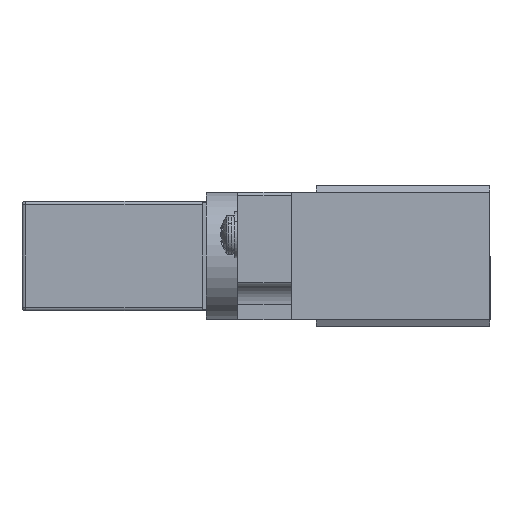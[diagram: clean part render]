
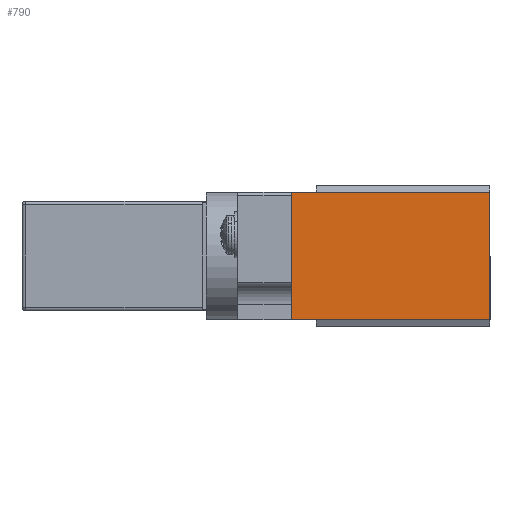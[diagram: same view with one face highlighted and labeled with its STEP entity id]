
A CAD part, left-side view. The second image highlights one B-rep face of the part: STEP entity #790.
In plain terms, the highlighted planar face has unit normal (-1, 0, 0).
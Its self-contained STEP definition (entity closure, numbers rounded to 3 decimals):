
#707 = EDGE_CURVE ( 'NONE', #721, #759, #6245, .T. ) ;
#710 = EDGE_CURVE ( 'NONE', #759, #850, #6396, .T. ) ;
#713 = ORIENTED_EDGE ( 'NONE', *, *, #788, .F. ) ;
#720 = ORIENTED_EDGE ( 'NONE', *, *, #710, .T. ) ;
#721 = VERTEX_POINT ( 'NONE', #6242 ) ;
#759 = VERTEX_POINT ( 'NONE', #6233 ) ;
#760 = EDGE_LOOP ( 'NONE', ( #720, #824, #713, #827 ) ) ;
#788 = EDGE_CURVE ( 'NONE', #721, #858, #7682, .T. ) ;
#790 = ADVANCED_FACE ( 'NONE', ( #7694 ), #7678, .F. ) ;
#824 = ORIENTED_EDGE ( 'NONE', *, *, #853, .F. ) ;
#827 = ORIENTED_EDGE ( 'NONE', *, *, #707, .T. ) ;
#850 = VERTEX_POINT ( 'NONE', #7768 ) ;
#853 = EDGE_CURVE ( 'NONE', #858, #850, #7772, .T. ) ;
#858 = VERTEX_POINT ( 'NONE', #7758 ) ;
#6233 = CARTESIAN_POINT ( 'NONE',  ( -11.4, 28., -9. ) ) ;
#6242 = CARTESIAN_POINT ( 'NONE',  ( -11.4, 28., 9. ) ) ;
#6245 = LINE ( 'NONE', #6416, #6407 ) ;
#6393 = DIRECTION ( 'NONE',  ( 0., -1., 0. ) ) ;
#6394 = VECTOR ( 'NONE', #6393, 1000. ) ;
#6395 = CARTESIAN_POINT ( 'NONE',  ( -11.4, 28., -9. ) ) ;
#6396 = LINE ( 'NONE', #6395, #6394 ) ;
#6406 = DIRECTION ( 'NONE',  ( 0., 0., -1. ) ) ;
#6407 = VECTOR ( 'NONE', #6406, 1000. ) ;
#6416 = CARTESIAN_POINT ( 'NONE',  ( -11.4, 28., 9. ) ) ;
#7674 = DIRECTION ( 'NONE',  ( 0., 1., 0. ) ) ;
#7675 = DIRECTION ( 'NONE',  ( 1., 0., 0. ) ) ;
#7678 = PLANE ( 'NONE',  #7684 ) ;
#7679 = DIRECTION ( 'NONE',  ( 0., -1., 0. ) ) ;
#7680 = VECTOR ( 'NONE', #7679, 1000. ) ;
#7681 = CARTESIAN_POINT ( 'NONE',  ( -11.4, 28., 9. ) ) ;
#7682 = LINE ( 'NONE', #7681, #7680 ) ;
#7684 = AXIS2_PLACEMENT_3D ( 'NONE', #7691, #7675, #7674 ) ;
#7691 = CARTESIAN_POINT ( 'NONE',  ( -11.4, 28., 9. ) ) ;
#7694 = FACE_OUTER_BOUND ( 'NONE', #760, .T. ) ;
#7755 = DIRECTION ( 'NONE',  ( 0., 0., -1. ) ) ;
#7756 = VECTOR ( 'NONE', #7755, 1000. ) ;
#7757 = CARTESIAN_POINT ( 'NONE',  ( -11.4, 0., 9. ) ) ;
#7758 = CARTESIAN_POINT ( 'NONE',  ( -11.4, 0., 9. ) ) ;
#7768 = CARTESIAN_POINT ( 'NONE',  ( -11.4, 0., -9. ) ) ;
#7772 = LINE ( 'NONE', #7757, #7756 ) ;
